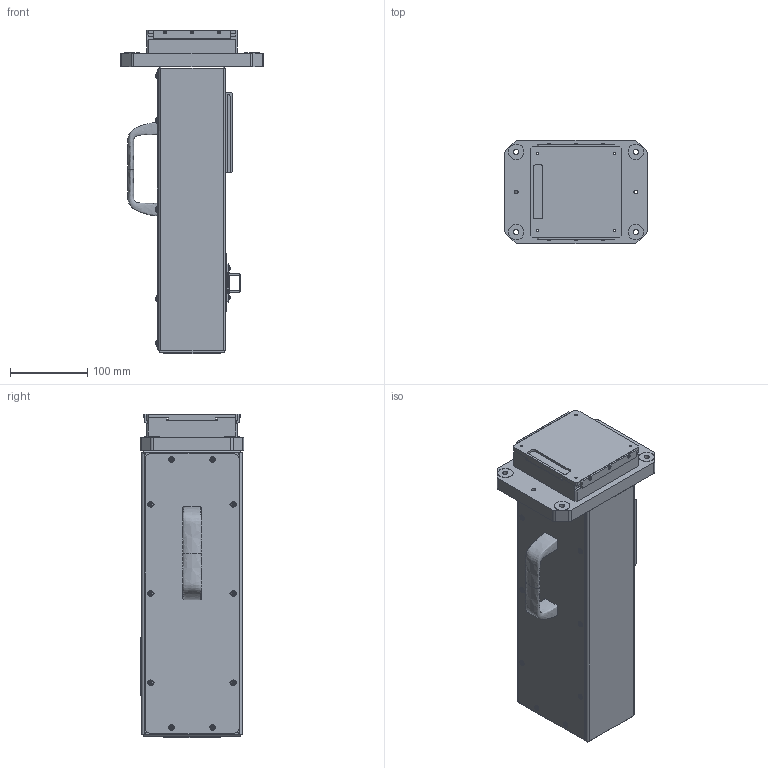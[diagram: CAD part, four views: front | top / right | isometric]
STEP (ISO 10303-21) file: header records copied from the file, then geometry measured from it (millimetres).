
FILE_DESCRIPTION (( 'STEP AP214' ), '1' );
FILE_NAME ('Q5179-0050_ICD_w_Shipping_Cap.STEP', '2021-11-30T06:56:22', ( '' ), ( '' ), 'SwSTEP 2.0', 'SolidWorks 2019', '' );
FILE_SCHEMA (( 'AUTOMOTIVE_DESIGN' ));
Length unit declared in the file: millimetre
Products named in the file (1): Q5179-0050_ICD_w_Shipping_Cap
Bounding box: 185 x 134.02 x 419.55 mm (x, y, z)
Surface area: 403501.6 mm2 (no closed solid volume)
Topology: 0 solids, 133 shells, 696 faces, 2456 edges, 1900 vertices
Faces by surface type: plane 341, cylinder 235, cone 67, bspline 28, sphere 20, torus 5
Full cylindrical faces by diameter (mm): 0.45 x9, 3 x6, 3.5 x4, 3.84 x1, 4.2 x2, 5 x6, 5.021 x2, 5.2 x1, 5.7 x14, 6.5 x4, 6.6 x4, 7 x14, 8.5 x2, 11 x5, 12 x3, 20 x4
Entity records: 41350 total; most frequent: CARTESIAN_POINT 13493, DIRECTION 4037, ORIENTED_EDGE 3427, EDGE_CURVE 2349, VERTEX_POINT 1883, AXIS2_PLACEMENT_3D 1481, VECTOR 1075, LINE 1075
